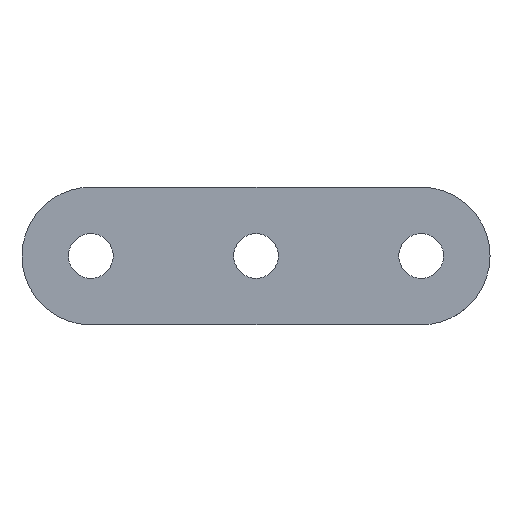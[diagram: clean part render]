
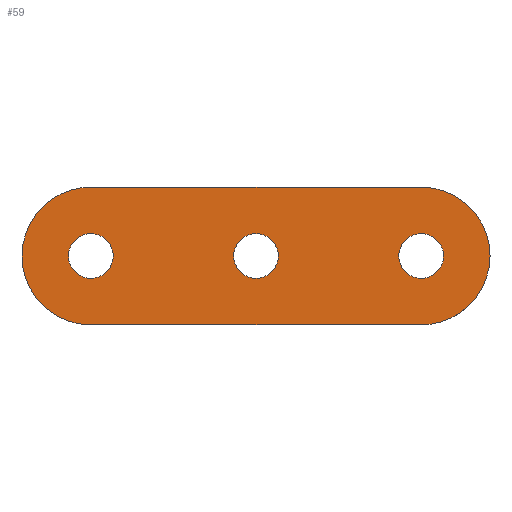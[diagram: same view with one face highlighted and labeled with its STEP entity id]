
A CAD part, top view. The second image highlights one B-rep face of the part: STEP entity #59.
In plain terms, the highlighted planar face has unit normal (0, 0, 1).
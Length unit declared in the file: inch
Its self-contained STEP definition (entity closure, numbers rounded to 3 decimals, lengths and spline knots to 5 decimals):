
#59=ADVANCED_FACE('',(#127,#128,#129,#130),#131,.T.);
#127=FACE_BOUND('',#236,.T.);
#128=FACE_BOUND('',#237,.T.);
#129=FACE_BOUND('',#238,.T.);
#130=FACE_OUTER_BOUND('',#239,.T.);
#131=PLANE('',#240);
#236=EDGE_LOOP('',(#412,#413,#414,#415));
#237=EDGE_LOOP('',(#416,#417,#418,#419));
#238=EDGE_LOOP('',(#420,#421,#422,#423));
#239=EDGE_LOOP('',(#424,#425,#426,#427,#428,#429));
#240=AXIS2_PLACEMENT_3D('',#430,#431,#432);
#412=ORIENTED_EDGE('',*,*,#535,.F.);
#413=ORIENTED_EDGE('',*,*,#538,.F.);
#414=ORIENTED_EDGE('',*,*,#532,.F.);
#415=ORIENTED_EDGE('',*,*,#512,.F.);
#416=ORIENTED_EDGE('',*,*,#539,.F.);
#417=ORIENTED_EDGE('',*,*,#540,.F.);
#418=ORIENTED_EDGE('',*,*,#541,.F.);
#419=ORIENTED_EDGE('',*,*,#542,.F.);
#420=ORIENTED_EDGE('',*,*,#543,.F.);
#421=ORIENTED_EDGE('',*,*,#544,.F.);
#422=ORIENTED_EDGE('',*,*,#507,.F.);
#423=ORIENTED_EDGE('',*,*,#545,.F.);
#424=ORIENTED_EDGE('',*,*,#498,.F.);
#425=ORIENTED_EDGE('',*,*,#546,.F.);
#426=ORIENTED_EDGE('',*,*,#547,.F.);
#427=ORIENTED_EDGE('',*,*,#548,.F.);
#428=ORIENTED_EDGE('',*,*,#549,.F.);
#429=ORIENTED_EDGE('',*,*,#503,.F.);
#430=CARTESIAN_POINT('',(1.49996,0.62498,0.1875));
#431=DIRECTION('',(0.0,0.0,1.0));
#432=DIRECTION('',(1.0,0.0,0.0));
#498=EDGE_CURVE('',#573,#574,#575,.T.);
#503=EDGE_CURVE('',#574,#582,#583,.T.);
#507=EDGE_CURVE('',#588,#589,#590,.T.);
#512=EDGE_CURVE('',#597,#598,#599,.T.);
#532=EDGE_CURVE('',#598,#632,#633,.T.);
#535=EDGE_CURVE('',#636,#597,#637,.T.);
#538=EDGE_CURVE('',#632,#636,#640,.T.);
#539=EDGE_CURVE('',#641,#642,#643,.T.);
#540=EDGE_CURVE('',#644,#641,#645,.T.);
#541=EDGE_CURVE('',#646,#644,#647,.T.);
#542=EDGE_CURVE('',#642,#646,#648,.T.);
#543=EDGE_CURVE('',#649,#650,#651,.T.);
#544=EDGE_CURVE('',#589,#649,#652,.T.);
#545=EDGE_CURVE('',#650,#588,#653,.T.);
#546=EDGE_CURVE('',#654,#573,#655,.T.);
#547=EDGE_CURVE('',#656,#654,#657,.T.);
#548=EDGE_CURVE('',#658,#656,#659,.T.);
#549=EDGE_CURVE('',#582,#658,#660,.T.);
#573=VERTEX_POINT('',#684);
#574=VERTEX_POINT('',#685);
#575=LINE('',#686,#687);
#582=VERTEX_POINT('',#697);
#583=B_SPLINE_CURVE_WITH_KNOTS('',3,(#698,#699,#700,#701),.UNSPECIFIED.,.F.,.F.,(4,4),(0.0,1.0),.UNSPECIFIED.);
#588=VERTEX_POINT('',#710);
#589=VERTEX_POINT('',#711);
#590=B_SPLINE_CURVE_WITH_KNOTS('',3,(#712,#713,#714,#715),.UNSPECIFIED.,.F.,.F.,(4,4),(0.0,1.0),.UNSPECIFIED.);
#597=VERTEX_POINT('',#727);
#598=VERTEX_POINT('',#728);
#599=B_SPLINE_CURVE_WITH_KNOTS('',3,(#729,#730,#731,#732),.UNSPECIFIED.,.F.,.F.,(4,4),(0.0,1.0),.UNSPECIFIED.);
#632=VERTEX_POINT('',#810);
#633=B_SPLINE_CURVE_WITH_KNOTS('',3,(#811,#812,#813,#814),.UNSPECIFIED.,.F.,.F.,(4,4),(0.0,1.0),.UNSPECIFIED.);
#636=VERTEX_POINT('',#818);
#637=B_SPLINE_CURVE_WITH_KNOTS('',3,(#819,#820,#821,#822),.UNSPECIFIED.,.F.,.F.,(4,4),(0.0,1.0),.UNSPECIFIED.);
#640=B_SPLINE_CURVE_WITH_KNOTS('',3,(#826,#827,#828,#829),.UNSPECIFIED.,.F.,.F.,(4,4),(0.0,1.0),.UNSPECIFIED.);
#641=VERTEX_POINT('',#830);
#642=VERTEX_POINT('',#831);
#643=B_SPLINE_CURVE_WITH_KNOTS('',3,(#832,#833,#834,#835),.UNSPECIFIED.,.F.,.F.,(4,4),(0.0,1.0),.UNSPECIFIED.);
#644=VERTEX_POINT('',#836);
#645=B_SPLINE_CURVE_WITH_KNOTS('',3,(#837,#838,#839,#840),.UNSPECIFIED.,.F.,.F.,(4,4),(0.0,1.0),.UNSPECIFIED.);
#646=VERTEX_POINT('',#841);
#647=B_SPLINE_CURVE_WITH_KNOTS('',3,(#842,#843,#844,#845),.UNSPECIFIED.,.F.,.F.,(4,4),(0.0,1.0),.UNSPECIFIED.);
#648=B_SPLINE_CURVE_WITH_KNOTS('',3,(#846,#847,#848,#849),.UNSPECIFIED.,.F.,.F.,(4,4),(0.0,1.0),.UNSPECIFIED.);
#649=VERTEX_POINT('',#850);
#650=VERTEX_POINT('',#851);
#651=B_SPLINE_CURVE_WITH_KNOTS('',3,(#852,#853,#854,#855),.UNSPECIFIED.,.F.,.F.,(4,4),(0.0,1.0),.UNSPECIFIED.);
#652=B_SPLINE_CURVE_WITH_KNOTS('',3,(#856,#857,#858,#859),.UNSPECIFIED.,.F.,.F.,(4,4),(0.0,1.0),.UNSPECIFIED.);
#653=B_SPLINE_CURVE_WITH_KNOTS('',3,(#860,#861,#862,#863),.UNSPECIFIED.,.F.,.F.,(4,4),(0.0,1.0),.UNSPECIFIED.);
#654=VERTEX_POINT('',#864);
#655=B_SPLINE_CURVE_WITH_KNOTS('',3,(#865,#866,#867,#868),.UNSPECIFIED.,.F.,.F.,(4,4),(0.0,1.0),.UNSPECIFIED.);
#656=VERTEX_POINT('',#869);
#657=B_SPLINE_CURVE_WITH_KNOTS('',3,(#870,#871,#872,#873),.UNSPECIFIED.,.F.,.F.,(4,4),(0.0,1.0),.UNSPECIFIED.);
#658=VERTEX_POINT('',#874);
#659=LINE('',#875,#876);
#660=B_SPLINE_CURVE_WITH_KNOTS('',3,(#877,#878,#879,#880),.UNSPECIFIED.,.F.,.F.,(4,4),(0.0,1.0),.UNSPECIFIED.);
#684=CARTESIAN_POINT('',(2.99991,0.0,0.1875));
#685=CARTESIAN_POINT('',(0.0,0.0,0.1875));
#686=CARTESIAN_POINT('',(2.99991,0.0,0.1875));
#687=VECTOR('',#912,1.0);
#697=CARTESIAN_POINT('',(-0.62498,0.62498,0.1875));
#698=CARTESIAN_POINT('',(0.0,0.0,0.1875));
#699=CARTESIAN_POINT('',(-0.34516,0.0,0.1875));
#700=CARTESIAN_POINT('',(-0.62498,0.27981,0.1875));
#701=CARTESIAN_POINT('',(-0.62498,0.62498,0.1875));
#710=CARTESIAN_POINT('',(2.79677,0.62498,0.1875));
#711=CARTESIAN_POINT('',(2.99991,0.42186,0.1875));
#712=CARTESIAN_POINT('',(2.79677,0.62498,0.1875));
#713=CARTESIAN_POINT('',(2.79677,0.51282,0.1875));
#714=CARTESIAN_POINT('',(2.88774,0.42186,0.1875));
#715=CARTESIAN_POINT('',(2.99991,0.42186,0.1875));
#727=CARTESIAN_POINT('',(1.49995,0.82811,0.1875));
#728=CARTESIAN_POINT('',(1.29683,0.62498,0.1875));
#729=CARTESIAN_POINT('',(1.49995,0.82811,0.1875));
#730=CARTESIAN_POINT('',(1.38777,0.82811,0.1875));
#731=CARTESIAN_POINT('',(1.29683,0.73716,0.1875));
#732=CARTESIAN_POINT('',(1.29683,0.62498,0.1875));
#810=CARTESIAN_POINT('',(1.49995,0.42186,0.1875));
#811=CARTESIAN_POINT('',(1.29683,0.62498,0.1875));
#812=CARTESIAN_POINT('',(1.29683,0.51282,0.1875));
#813=CARTESIAN_POINT('',(1.38777,0.42186,0.1875));
#814=CARTESIAN_POINT('',(1.49995,0.42186,0.1875));
#818=CARTESIAN_POINT('',(1.70308,0.62498,0.1875));
#819=CARTESIAN_POINT('',(1.70308,0.62498,0.1875));
#820=CARTESIAN_POINT('',(1.70308,0.73716,0.1875));
#821=CARTESIAN_POINT('',(1.61213,0.82811,0.1875));
#822=CARTESIAN_POINT('',(1.49995,0.82811,0.1875));
#826=CARTESIAN_POINT('',(1.49995,0.42186,0.1875));
#827=CARTESIAN_POINT('',(1.61213,0.42186,0.1875));
#828=CARTESIAN_POINT('',(1.70308,0.51282,0.1875));
#829=CARTESIAN_POINT('',(1.70308,0.62498,0.1875));
#830=CARTESIAN_POINT('',(0.20312,0.62498,0.1875));
#831=CARTESIAN_POINT('',(0.0,0.82811,0.1875));
#832=CARTESIAN_POINT('',(0.20312,0.62498,0.1875));
#833=CARTESIAN_POINT('',(0.20312,0.73716,0.1875));
#834=CARTESIAN_POINT('',(0.11218,0.82811,0.1875));
#835=CARTESIAN_POINT('',(0.0,0.82811,0.1875));
#836=CARTESIAN_POINT('',(0.0,0.42186,0.1875));
#837=CARTESIAN_POINT('',(0.0,0.42186,0.1875));
#838=CARTESIAN_POINT('',(0.11218,0.42186,0.1875));
#839=CARTESIAN_POINT('',(0.20312,0.51282,0.1875));
#840=CARTESIAN_POINT('',(0.20312,0.62498,0.1875));
#841=CARTESIAN_POINT('',(-0.20313,0.62498,0.1875));
#842=CARTESIAN_POINT('',(-0.20313,0.62498,0.1875));
#843=CARTESIAN_POINT('',(-0.20313,0.51282,0.1875));
#844=CARTESIAN_POINT('',(-0.11218,0.42186,0.1875));
#845=CARTESIAN_POINT('',(0.0,0.42186,0.1875));
#846=CARTESIAN_POINT('',(0.0,0.82811,0.1875));
#847=CARTESIAN_POINT('',(-0.11218,0.82811,0.1875));
#848=CARTESIAN_POINT('',(-0.20313,0.73716,0.1875));
#849=CARTESIAN_POINT('',(-0.20313,0.62498,0.1875));
#850=CARTESIAN_POINT('',(3.20302,0.62498,0.1875));
#851=CARTESIAN_POINT('',(2.99991,0.82811,0.1875));
#852=CARTESIAN_POINT('',(3.20302,0.62498,0.1875));
#853=CARTESIAN_POINT('',(3.20302,0.73716,0.1875));
#854=CARTESIAN_POINT('',(3.11207,0.82811,0.1875));
#855=CARTESIAN_POINT('',(2.99991,0.82811,0.1875));
#856=CARTESIAN_POINT('',(2.99991,0.42186,0.1875));
#857=CARTESIAN_POINT('',(3.11207,0.42186,0.1875));
#858=CARTESIAN_POINT('',(3.20302,0.51282,0.1875));
#859=CARTESIAN_POINT('',(3.20302,0.62498,0.1875));
#860=CARTESIAN_POINT('',(2.99991,0.82811,0.1875));
#861=CARTESIAN_POINT('',(2.88774,0.82811,0.1875));
#862=CARTESIAN_POINT('',(2.79677,0.73716,0.1875));
#863=CARTESIAN_POINT('',(2.79677,0.62498,0.1875));
#864=CARTESIAN_POINT('',(3.62489,0.62498,0.1875));
#865=CARTESIAN_POINT('',(3.62489,0.62498,0.1875));
#866=CARTESIAN_POINT('',(3.62489,0.27981,0.1875));
#867=CARTESIAN_POINT('',(3.34509,0.0,0.1875));
#868=CARTESIAN_POINT('',(2.99991,0.0,0.1875));
#869=CARTESIAN_POINT('',(2.99991,1.24996,0.1875));
#870=CARTESIAN_POINT('',(2.99991,1.24996,0.1875));
#871=CARTESIAN_POINT('',(3.34509,1.24996,0.1875));
#872=CARTESIAN_POINT('',(3.62489,0.97014,0.1875));
#873=CARTESIAN_POINT('',(3.62489,0.62498,0.1875));
#874=CARTESIAN_POINT('',(0.0,1.24996,0.1875));
#875=CARTESIAN_POINT('',(0.0,1.24996,0.1875));
#876=VECTOR('',#924,1.0);
#877=CARTESIAN_POINT('',(-0.62498,0.62498,0.1875));
#878=CARTESIAN_POINT('',(-0.62498,0.97014,0.1875));
#879=CARTESIAN_POINT('',(-0.34516,1.24996,0.1875));
#880=CARTESIAN_POINT('',(0.0,1.24996,0.1875));
#912=DIRECTION('',(-1.0,0.0,0.0));
#924=DIRECTION('',(1.0,0.0,0.0));
